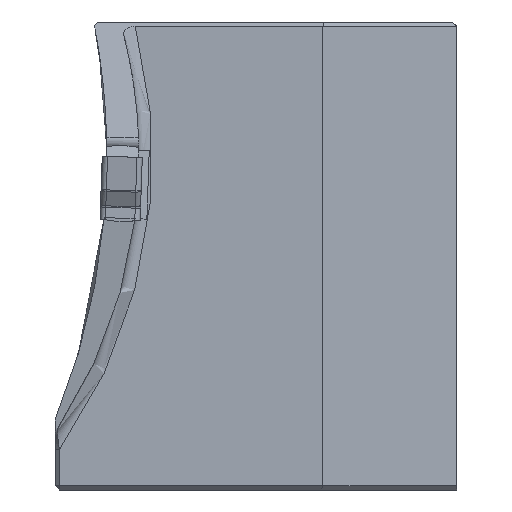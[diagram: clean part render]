
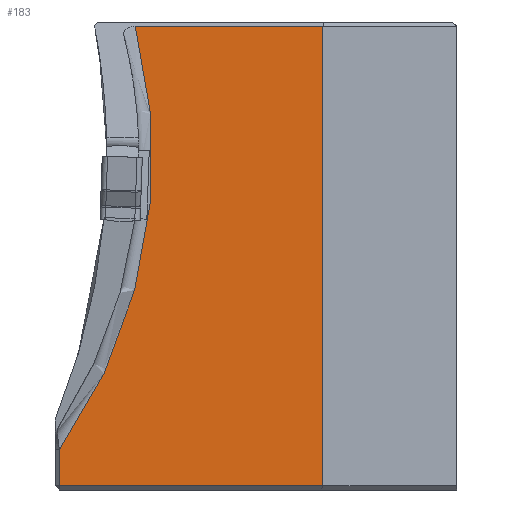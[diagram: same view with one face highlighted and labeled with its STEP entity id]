
A CAD part, left-side view. The second image highlights one B-rep face of the part: STEP entity #183.
In plain terms, the highlighted planar face has unit normal (-1, 0, 0).
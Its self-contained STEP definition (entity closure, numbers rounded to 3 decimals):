
#183=ADVANCED_FACE('',(#318),#239,.F.);
#239=PLANE('',#1589);
#318=FACE_OUTER_BOUND('',#401,.T.);
#401=EDGE_LOOP('',(#761,#762,#763,#764,#765));
#446=CIRCLE('',#1588,38.);
#761=ORIENTED_EDGE('',*,*,#1165,.T.);
#762=ORIENTED_EDGE('',*,*,#1166,.T.);
#763=ORIENTED_EDGE('',*,*,#1167,.T.);
#764=ORIENTED_EDGE('',*,*,#1116,.T.);
#765=ORIENTED_EDGE('',*,*,#1115,.T.);
#937=VERTEX_POINT('',#2332);
#940=VERTEX_POINT('',#2358);
#941=VERTEX_POINT('',#2362);
#979=VERTEX_POINT('',#2496);
#980=VERTEX_POINT('',#2498);
#1115=EDGE_CURVE('',#937,#940,#1279,.T.);
#1116=EDGE_CURVE('',#941,#937,#1280,.T.);
#1165=EDGE_CURVE('',#940,#979,#446,.T.);
#1166=EDGE_CURVE('',#979,#980,#1315,.T.);
#1167=EDGE_CURVE('',#980,#941,#1316,.T.);
#1279=LINE('',#2359,#1422);
#1280=LINE('',#2361,#1423);
#1315=LINE('',#2497,#1458);
#1316=LINE('',#2499,#1459);
#1422=VECTOR('',#1870,1.);
#1423=VECTOR('',#1873,1.);
#1458=VECTOR('',#1954,1.);
#1459=VECTOR('',#1955,1.);
#1588=AXIS2_PLACEMENT_3D('',#2495,#1952,#1953);
#1589=AXIS2_PLACEMENT_3D('',#2500,#1956,#1957);
#1870=DIRECTION('',(0.,1.,0.));
#1873=DIRECTION('',(0.,0.,1.));
#1952=DIRECTION('',(1.,0.,0.));
#1953=DIRECTION('',(0.,0.,-1.));
#1954=DIRECTION('',(0.,0.,-1.));
#1955=DIRECTION('',(0.,-1.,0.));
#1956=DIRECTION('',(1.,0.,0.));
#1957=DIRECTION('',(0.,0.,-1.));
#2332=CARTESIAN_POINT('',(18.,-15.,9.676));
#2358=CARTESIAN_POINT('',(18.,-0.971,9.676));
#2359=CARTESIAN_POINT('',(18.,-17.5,9.676));
#2361=CARTESIAN_POINT('',(18.,-15.,10.));
#2362=CARTESIAN_POINT('',(18.,-15.,-24.7));
#2495=CARTESIAN_POINT('',(18.,35.75,-0.1));
#2496=CARTESIAN_POINT('',(18.,4.7,-22.007));
#2497=CARTESIAN_POINT('',(18.,4.7,-0.1));
#2498=CARTESIAN_POINT('',(18.,4.7,-24.7));
#2499=CARTESIAN_POINT('',(18.,35.75,-24.7));
#2500=CARTESIAN_POINT('',(18.,35.75,-0.1));
